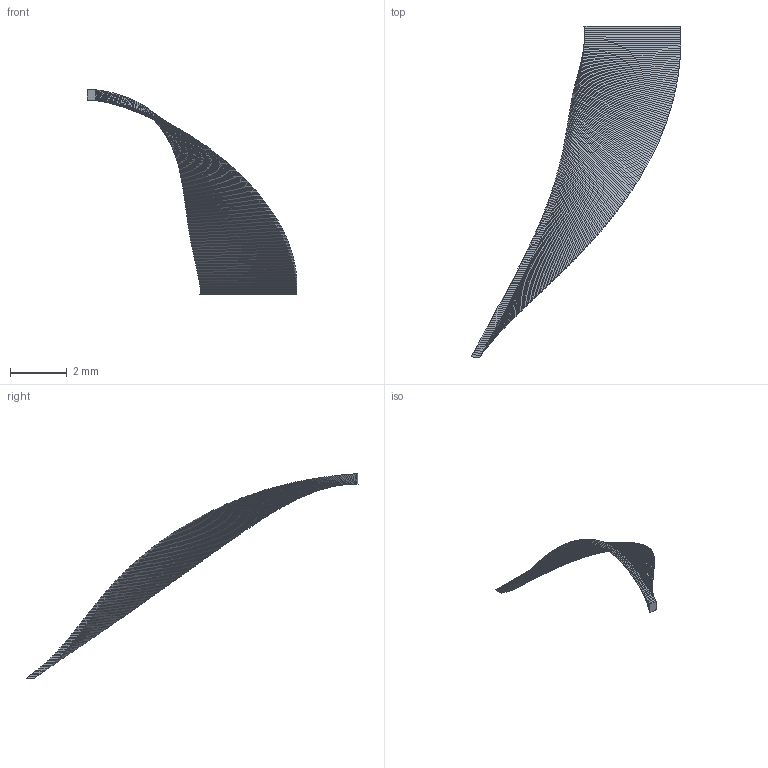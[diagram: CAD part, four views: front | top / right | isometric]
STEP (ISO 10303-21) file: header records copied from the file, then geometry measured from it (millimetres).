
FILE_DESCRIPTION(('Open CASCADE Model'),'2;1');
FILE_NAME('Open CASCADE Shape Model','2023-12-01T01:36:45',('Author'),( 'Open CASCADE'),'Open CASCADE STEP processor 7.7','Open CASCADE 7.7' ,'Unknown');
FILE_SCHEMA(('AUTOMOTIVE_DESIGN { 1 0 10303 214 1 1 1 1 }'));
Length unit declared in the file: millimetre
Products named in the file (1): Open CASCADE STEP translator 7.7 2
Bounding box: 7.36 x 11.65 x 7.17 mm (x, y, z)
Volume: 5.9 mm3; surface area: 74.3 mm2
Topology: 1 solids, 1 shells, 798 faces, 1596 edges, 800 vertices
Faces by surface type: bspline 798
Entity records: 18375 total; most frequent: CARTESIAN_POINT 6388, ORIENTED_EDGE 3192, EDGE_CURVE 1596, VERTEX_POINT 800, DIRECTION 799, B_SPLINE_CURVE_WITH_KNOTS 799, ADVANCED_FACE 798, FACE_BOUND 798
